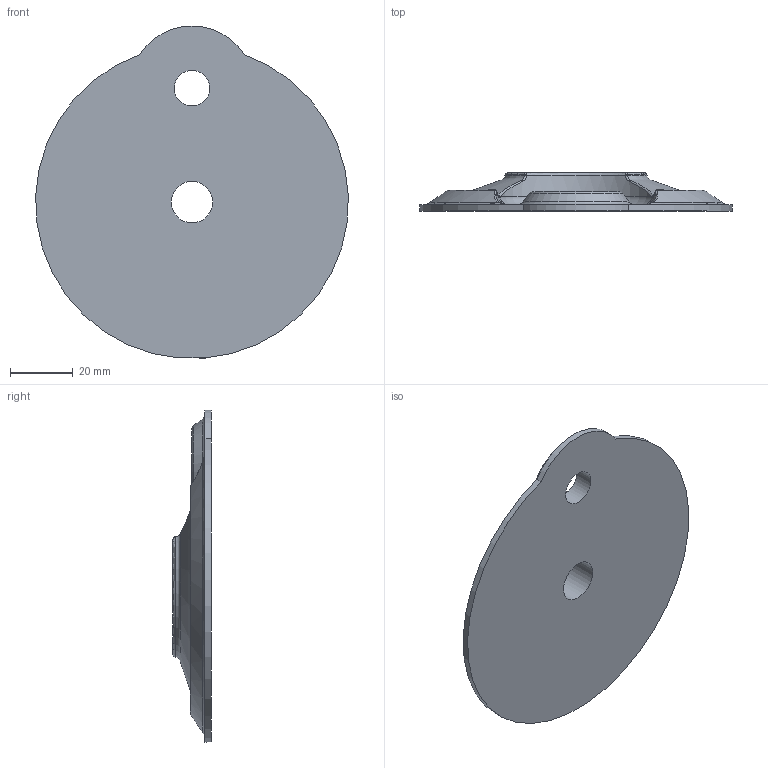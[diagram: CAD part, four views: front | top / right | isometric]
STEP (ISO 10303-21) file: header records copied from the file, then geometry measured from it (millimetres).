
FILE_DESCRIPTION(/* description */ (''),/* implementation_level */ '2;1');
FILE_NAME(/* name */ 'Speedometer 2 - Side A.step',/* time_stamp */ '2020-03-12T14:24:26-06:00',/* author */ (''),/* organization */ (''),/* preprocessor_version */ 'ST-DEVELOPER v18',/* originating_system */ 'Autodesk Translation Framework v8.12.0.6',/* authorisation */ '');
FILE_SCHEMA (('AUTOMOTIVE_DESIGN { 1 0 10303 214 3 1 1 }'));
Length unit declared in the file: millimetre
Products named in the file (2): Speedometer 2; Side A
Assembly tree (1 placements, depth 2):
  Speedometer 2
    Side A
Bounding box: 99.91 x 12.3 x 106.1 mm (x, y, z)
Volume: 49033.4 mm3; surface area: 18255.3 mm2
Topology: 1 solids, 1 shells, 53 faces, 121 edges, 68 vertices
Faces by surface type: bspline 24, torus 11, cone 8, plane 4, cylinder 4, sphere 2
Full cylindrical faces by diameter (mm): 11.35 x1, 13.25 x1
Entity records: 2046 total; most frequent: CARTESIAN_POINT 939, ORIENTED_EDGE 234, DIRECTION 197, EDGE_CURVE 117, AXIS2_PLACEMENT_3D 96, VERTEX_POINT 68, CIRCLE 64, EDGE_LOOP 59
